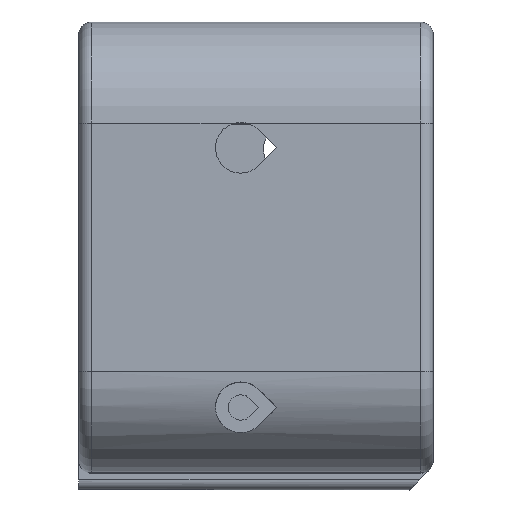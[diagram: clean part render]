
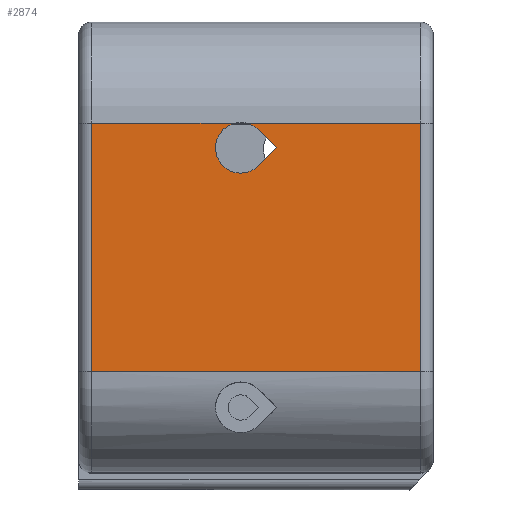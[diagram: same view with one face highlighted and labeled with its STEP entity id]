
A CAD part, top view. The second image highlights one B-rep face of the part: STEP entity #2874.
In plain terms, the highlighted planar face has unit normal (0, 0, 1).
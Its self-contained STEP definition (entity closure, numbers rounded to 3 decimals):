
#150=CIRCLE('',#3059,2.);
#151=CIRCLE('',#3060,2.);
#221=FACE_OUTER_BOUND('',#395,.T.);
#395=EDGE_LOOP('',(#2029,#2030,#2031,#2032,#2033,#2034,#2035,#2036,#2037));
#573=LINE('',#4140,#898);
#574=LINE('',#4150,#899);
#654=LINE('',#4367,#979);
#655=LINE('',#4407,#980);
#656=LINE('',#4409,#981);
#657=LINE('',#4411,#982);
#658=LINE('',#4412,#983);
#898=VECTOR('',#3306,11.356);
#899=VECTOR('',#3307,13.756);
#979=VECTOR('',#3419,26.);
#980=VECTOR('',#3430,2.042);
#981=VECTOR('',#3431,2.042);
#982=VECTOR('',#3434,19.6);
#983=VECTOR('',#3435,19.6);
#1225=VERTEX_POINT('',#4137);
#1226=VERTEX_POINT('',#4139);
#1227=VERTEX_POINT('',#4141);
#1228=VERTEX_POINT('',#4149);
#1313=VERTEX_POINT('',#4364);
#1314=VERTEX_POINT('',#4366);
#1318=VERTEX_POINT('',#4404);
#1319=VERTEX_POINT('',#4406);
#1320=VERTEX_POINT('',#4408);
#1497=EDGE_CURVE('',#1226,#1225,#573,.T.);
#1499=EDGE_CURVE('',#1228,#1227,#574,.T.);
#1591=EDGE_CURVE('',#1313,#1314,#654,.T.);
#1596=EDGE_CURVE('',#1227,#1318,#150,.T.);
#1597=EDGE_CURVE('',#1318,#1319,#655,.T.);
#1598=EDGE_CURVE('',#1319,#1320,#656,.T.);
#1599=EDGE_CURVE('',#1320,#1226,#151,.T.);
#1600=EDGE_CURVE('',#1314,#1225,#657,.F.);
#1601=EDGE_CURVE('',#1228,#1313,#658,.T.);
#2029=ORIENTED_EDGE('',*,*,#1499,.T.);
#2030=ORIENTED_EDGE('',*,*,#1596,.T.);
#2031=ORIENTED_EDGE('',*,*,#1597,.T.);
#2032=ORIENTED_EDGE('',*,*,#1598,.T.);
#2033=ORIENTED_EDGE('',*,*,#1599,.T.);
#2034=ORIENTED_EDGE('',*,*,#1497,.T.);
#2035=ORIENTED_EDGE('',*,*,#1600,.F.);
#2036=ORIENTED_EDGE('',*,*,#1591,.F.);
#2037=ORIENTED_EDGE('',*,*,#1601,.F.);
#2770=PLANE('',#3058);
#2874=ADVANCED_FACE('',(#221),#2770,.T.);
#3058=AXIS2_PLACEMENT_3D('',#4403,#3426,#3427);
#3059=AXIS2_PLACEMENT_3D('',#4405,#3428,#3429);
#3060=AXIS2_PLACEMENT_3D('',#4410,#3432,#3433);
#3306=DIRECTION('',(-1.,0.,0.));
#3307=DIRECTION('',(-1.,0.,0.));
#3419=DIRECTION('',(-1.,0.,0.));
#3426=DIRECTION('center_axis',(0.,0.,
1.));
#3427=DIRECTION('ref_axis',(1.,0.,0.));
#3428=DIRECTION('center_axis',(0.,0.,-1.));
#3429=DIRECTION('ref_axis',(1.,0.,0.));
#3430=DIRECTION('',(0.714,-0.7,0.));
#3431=DIRECTION('',(-0.714,-0.7,0.));
#3432=DIRECTION('center_axis',(0.,0.,-1.));
#3433=DIRECTION('ref_axis',(1.,0.,0.));
#3434=DIRECTION('',(0.,-1.,0.));
#3435=DIRECTION('',(0.,-1.,0.));
#4137=CARTESIAN_POINT('',(-52.85,-25.,26.2));
#4139=CARTESIAN_POINT('',(-41.494,-25.,26.2));
#4140=CARTESIAN_POINT('',(-41.494,-25.,26.2));
#4141=CARTESIAN_POINT('',(-40.605,-25.,26.2));
#4149=CARTESIAN_POINT('',(-26.85,-25.,26.2));
#4150=CARTESIAN_POINT('',(-26.85,-25.,26.2));
#4364=CARTESIAN_POINT('',(-26.85,-44.6,26.2));
#4366=CARTESIAN_POINT('',(-52.85,-44.6,26.2));
#4367=CARTESIAN_POINT('',(-26.85,-44.6,26.2));
#4403=CARTESIAN_POINT('Origin',(37.499,-25.,26.2));
#4404=CARTESIAN_POINT('',(-39.651,-25.521,26.2));
#4405=CARTESIAN_POINT('Origin',(-41.05,-26.95,26.2));
#4406=CARTESIAN_POINT('',(-38.191,-26.95,26.2));
#4407=CARTESIAN_POINT('',(-39.651,-25.521,26.2));
#4408=CARTESIAN_POINT('',(-39.651,-28.379,26.2));
#4409=CARTESIAN_POINT('',(-38.191,-26.95,26.2));
#4410=CARTESIAN_POINT('Origin',(-41.05,-26.95,26.2));
#4411=CARTESIAN_POINT('',(-52.85,-25.,26.2));
#4412=CARTESIAN_POINT('',(-26.85,-25.,26.2));
